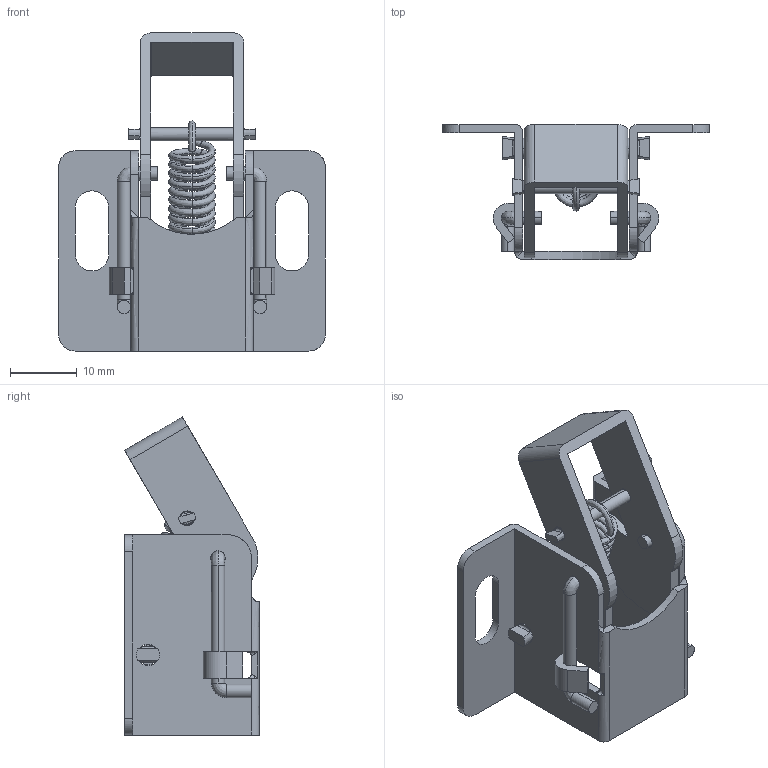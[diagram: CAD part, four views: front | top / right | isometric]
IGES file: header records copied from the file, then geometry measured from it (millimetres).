
Start section: ------------------------------------------------------------------------
Global section: file name: PC008.12244.TL_249_2_285.igs; native system: spGate; preprocessor: ver19.8.4 (****-****-****-****); author: Unknown; organization: Unknown; date: 231221.102817; units: millimetre
Bounding box: 40 x 20.2 x 47.67 mm (x, y, z)
Volume: 4429.1 mm3; surface area: 8152.8 mm2
Topology: 7 solids, 7 shells, 255 faces, 665 edges, 414 vertices
Faces by surface type: bspline 255
